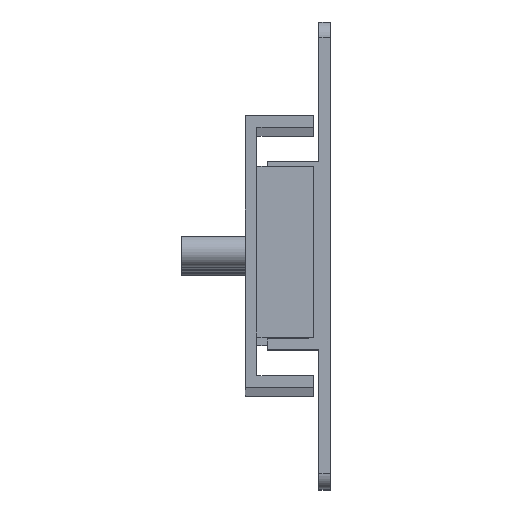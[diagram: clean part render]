
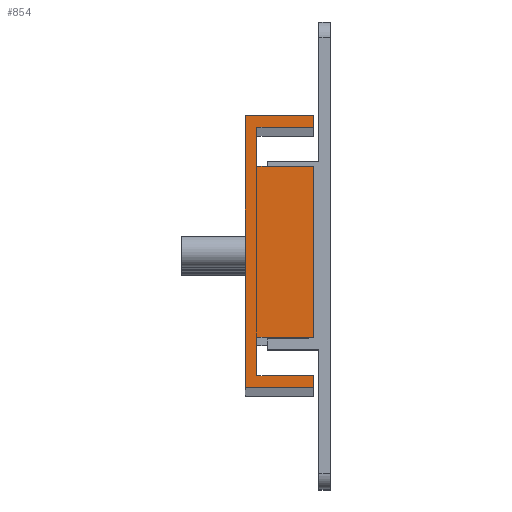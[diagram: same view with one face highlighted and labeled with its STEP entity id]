
A CAD part, top view. The second image highlights one B-rep face of the part: STEP entity #854.
In plain terms, the highlighted planar face has unit normal (0, 0, 1).
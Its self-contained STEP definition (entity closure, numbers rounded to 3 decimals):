
#410=CARTESIAN_POINT('',(1.5,16.05,0.0));
#411=VERTEX_POINT('',#410);
#418=CARTESIAN_POINT('',(1.5,11.05,0.));
#419=VERTEX_POINT('',#418);
#420=CARTESIAN_POINT('',(1.5,11.05,0.0));
#421=DIRECTION('',(0.0,1.0,0.0));
#422=VECTOR('',#421,5.0);
#423=LINE('',#420,#422);
#424=EDGE_CURVE('',#419,#411,#423,.T.);
#442=CARTESIAN_POINT('',(1.5,-11.05,0.));
#443=VERTEX_POINT('',#442);
#450=CARTESIAN_POINT('',(1.5,-16.05,0.0));
#451=VERTEX_POINT('',#450);
#452=CARTESIAN_POINT('',(1.5,-16.05,0.0));
#453=DIRECTION('',(0.0,1.0,0.0));
#454=VECTOR('',#453,5.);
#455=LINE('',#452,#454);
#456=EDGE_CURVE('',#451,#443,#455,.T.);
#529=CARTESIAN_POINT('',(8.8,-11.05,0.));
#530=VERTEX_POINT('',#529);
#537=CARTESIAN_POINT('',(1.5,-11.05,0.));
#538=DIRECTION('',(1.0,0.0,0.0));
#539=VECTOR('',#538,7.3);
#540=LINE('',#537,#539);
#541=EDGE_CURVE('',#443,#530,#540,.T.);
#553=CARTESIAN_POINT('',(8.8,11.05,0.));
#554=VERTEX_POINT('',#553);
#563=CARTESIAN_POINT('',(1.5,11.05,0.));
#564=DIRECTION('',(1.0,0.0,0.0));
#565=VECTOR('',#564,7.3);
#566=LINE('',#563,#565);
#567=EDGE_CURVE('',#419,#554,#566,.T.);
#579=CARTESIAN_POINT('',(8.8,-11.05,0.));
#580=DIRECTION('',(0.0,1.0,0.0));
#581=VECTOR('',#580,22.1);
#582=LINE('',#579,#581);
#583=EDGE_CURVE('',#530,#554,#582,.T.);
#604=CARTESIAN_POINT('',(0.,-17.55,0.0));
#605=VERTEX_POINT('',#604);
#612=CARTESIAN_POINT('',(0.,17.55,0.0));
#613=VERTEX_POINT('',#612);
#614=CARTESIAN_POINT('',(0.,17.55,0.0));
#615=DIRECTION('',(0.0,-1.0,0.0));
#616=VECTOR('',#615,35.1);
#617=LINE('',#614,#616);
#618=EDGE_CURVE('',#613,#605,#617,.T.);
#660=CARTESIAN_POINT('',(8.8,-17.55,0.0));
#661=VERTEX_POINT('',#660);
#668=CARTESIAN_POINT('',(0.,-17.55,0.0));
#669=DIRECTION('',(1.0,0.0,0.0));
#670=VECTOR('',#669,8.8);
#671=LINE('',#668,#670);
#672=EDGE_CURVE('',#605,#661,#671,.T.);
#691=CARTESIAN_POINT('',(8.8,-16.05,0.0));
#692=VERTEX_POINT('',#691);
#699=CARTESIAN_POINT('',(8.8,-17.55,0.0));
#700=DIRECTION('',(0.0,1.0,0.0));
#701=VECTOR('',#700,1.5);
#702=LINE('',#699,#701);
#703=EDGE_CURVE('',#661,#692,#702,.T.);
#721=CARTESIAN_POINT('',(8.8,-16.05,0.0));
#722=DIRECTION('',(-1.0,0.0,0.0));
#723=VECTOR('',#722,7.3);
#724=LINE('',#721,#723);
#725=EDGE_CURVE('',#692,#451,#724,.T.);
#744=CARTESIAN_POINT('',(8.8,16.05,0.0));
#745=VERTEX_POINT('',#744);
#752=CARTESIAN_POINT('',(1.5,16.05,0.0));
#753=DIRECTION('',(1.0,0.0,0.0));
#754=VECTOR('',#753,7.3);
#755=LINE('',#752,#754);
#756=EDGE_CURVE('',#411,#745,#755,.T.);
#775=CARTESIAN_POINT('',(8.8,17.55,0.0));
#776=VERTEX_POINT('',#775);
#783=CARTESIAN_POINT('',(8.8,16.05,0.0));
#784=DIRECTION('',(0.0,1.0,0.0));
#785=VECTOR('',#784,1.5);
#786=LINE('',#783,#785);
#787=EDGE_CURVE('',#745,#776,#786,.T.);
#805=CARTESIAN_POINT('',(8.8,17.55,0.0));
#806=DIRECTION('',(-1.0,0.0,0.0));
#807=VECTOR('',#806,8.8);
#808=LINE('',#805,#807);
#809=EDGE_CURVE('',#776,#613,#808,.T.);
#835=CARTESIAN_POINT('',(2.219,0.,0.0));
#836=DIRECTION('',(0.0,0.0,1.0));
#837=DIRECTION('',(1.0,0.0,0.0));
#838=AXIS2_PLACEMENT_3D('',#835,#836,#837);
#839=PLANE('',#838);
#840=ORIENTED_EDGE('',*,*,#809,.T.);
#841=ORIENTED_EDGE('',*,*,#618,.T.);
#842=ORIENTED_EDGE('',*,*,#672,.T.);
#843=ORIENTED_EDGE('',*,*,#703,.T.);
#844=ORIENTED_EDGE('',*,*,#725,.T.);
#845=ORIENTED_EDGE('',*,*,#456,.T.);
#846=ORIENTED_EDGE('',*,*,#541,.T.);
#847=ORIENTED_EDGE('',*,*,#583,.T.);
#848=ORIENTED_EDGE('',*,*,#567,.F.);
#849=ORIENTED_EDGE('',*,*,#424,.T.);
#850=ORIENTED_EDGE('',*,*,#756,.T.);
#851=ORIENTED_EDGE('',*,*,#787,.T.);
#852=EDGE_LOOP('',(#840,#841,#842,#843,#844,#845,#846,#847,#848,#849,#850,#851));
#853=FACE_OUTER_BOUND('',#852,.T.);
#854=ADVANCED_FACE('',(#853),#839,.T.);
